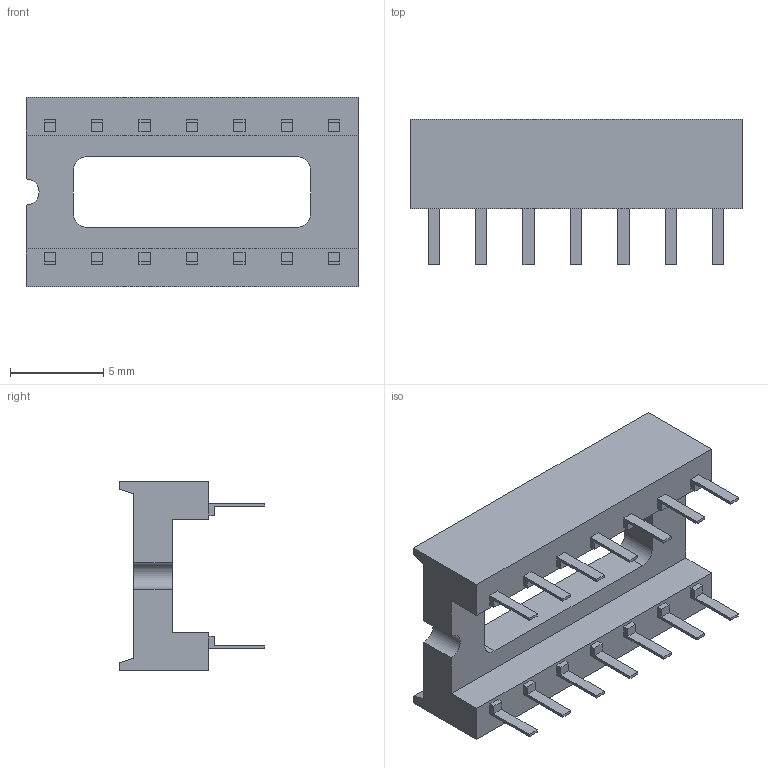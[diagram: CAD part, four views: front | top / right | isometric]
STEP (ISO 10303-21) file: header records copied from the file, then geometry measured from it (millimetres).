
FILE_DESCRIPTION (( 'STEP AP214' ), '1' );
FILE_NAME ('DS1009-14.STEP', '2022-03-04T09:06:13', ( '' ), ( '' ), 'SwSTEP 2.0', 'SolidWorks 2017', '' );
FILE_SCHEMA (( 'AUTOMOTIVE_DESIGN' ));
Length unit declared in the file: millimetre
Products named in the file (1): DS1009-14
Bounding box: 17.78 x 7.8 x 10.16 mm (x, y, z)
Volume: 414.4 mm3; surface area: 788.8 mm2
Topology: 1 solids, 1 shells, 192 faces, 500 edges, 324 vertices
Faces by surface type: plane 187, cylinder 5
Entity records: 6538 total; most frequent: CARTESIAN_POINT 1017, ORIENTED_EDGE 1000, DIRECTION 896, EDGE_CURVE 500, VECTOR 490, LINE 490, VERTEX_POINT 324, EDGE_LOOP 208
